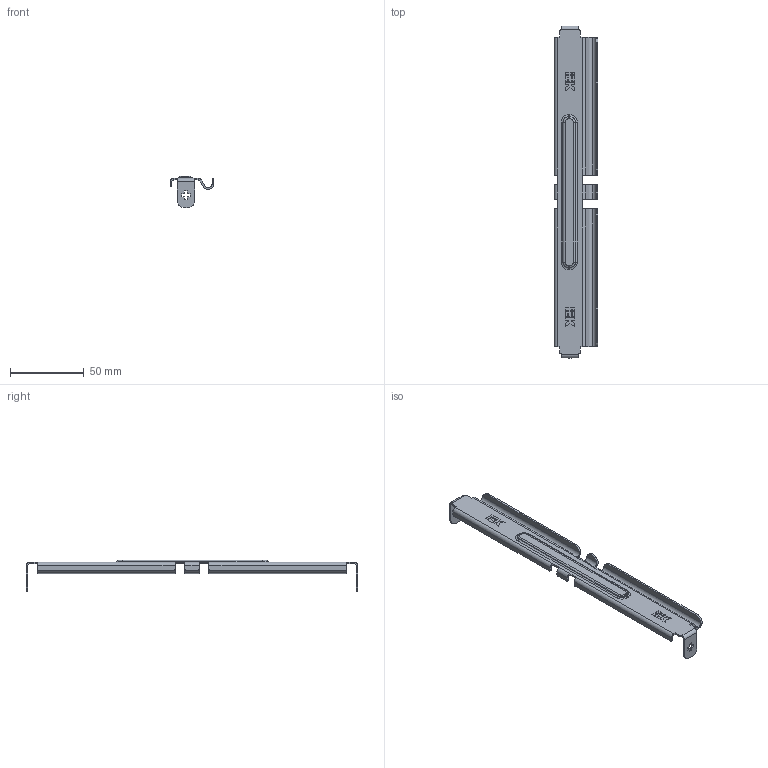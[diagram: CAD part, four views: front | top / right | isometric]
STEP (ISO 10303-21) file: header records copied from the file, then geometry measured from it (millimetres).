
FILE_DESCRIPTION (( 'STEP AP203' ), '1' );
FILE_NAME ('ÊÈÂÀ.197.00.01 Ñîåäèíèòåëü áåç âèíòîâîé.STEP', '2023-06-09T11:39:52', ( '' ), ( '' ), 'SwSTEP 2.0', 'SolidWorks 2022', '' );
FILE_SCHEMA (( 'CONFIG_CONTROL_DESIGN' ));
Length unit declared in the file: millimetre
Products named in the file (1): КИВА.197.00.01 Соединитель без винтовой
Bounding box: 29.71 x 225.41 x 21.34 mm (x, y, z)
Volume: 10817.3 mm3; surface area: 18936.9 mm2
Topology: 1 solids, 1 shells, 281 faces, 697 edges, 430 vertices
Faces by surface type: plane 193, cylinder 64, torus 16, cone 8
Entity records: 8288 total; most frequent: CARTESIAN_POINT 1457, DIRECTION 1409, ORIENTED_EDGE 1394, EDGE_CURVE 697, LINE 525, VECTOR 525, AXIS2_PLACEMENT_3D 442, VERTEX_POINT 430
